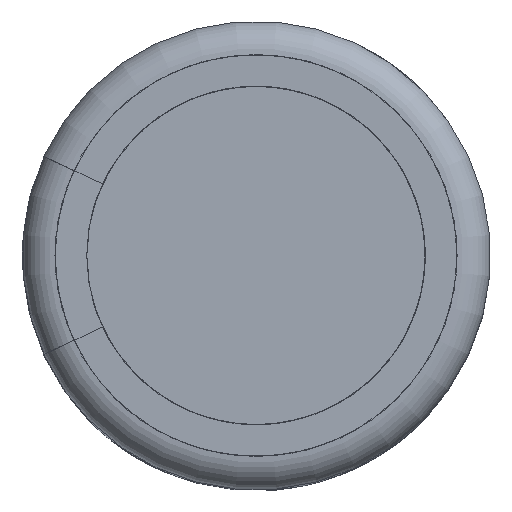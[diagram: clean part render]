
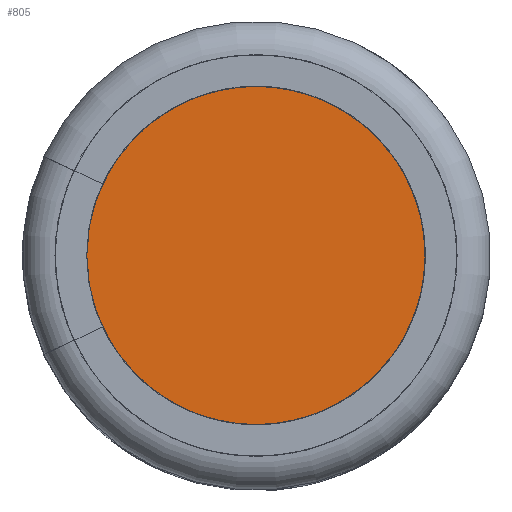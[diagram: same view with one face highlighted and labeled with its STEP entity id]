
A CAD part, top view. The second image highlights one B-rep face of the part: STEP entity #805.
In plain terms, the highlighted planar face has unit normal (0, 0, 1).
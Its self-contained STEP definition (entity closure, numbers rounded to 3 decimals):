
#805 = ADVANCED_FACE( '', ( #1995 ), #1996, .T. );
#1995 = FACE_OUTER_BOUND( '', #4488, .T. );
#1996 = PLANE( '', #4489 );
#4488 = EDGE_LOOP( '', ( #9779 ) );
#4489 = AXIS2_PLACEMENT_3D( '', #9780, #9781, #9782 );
#9779 = ORIENTED_EDGE( '', *, *, #13494, .F. );
#9780 = CARTESIAN_POINT( '', ( -2.702, 0., 8. ) );
#9781 = DIRECTION( '', ( 0., 0., 1. ) );
#9782 = DIRECTION( '', ( 1., 0., 0. ) );
#13494 = EDGE_CURVE( '', #15706, #15706, #15707, .T. );
#15706 = VERTEX_POINT( '', #19867 );
#15707 = CIRCLE( '', #19868, 2.702 );
#19867 = CARTESIAN_POINT( '', ( -2.702, 0., 8. ) );
#19868 = AXIS2_PLACEMENT_3D( '', #24693, #24694, #24695 );
#24693 = CARTESIAN_POINT( '', ( 0., 0., 8. ) );
#24694 = DIRECTION( '', ( 0., 0., -1. ) );
#24695 = DIRECTION( '', ( -1., 0., 0. ) );
